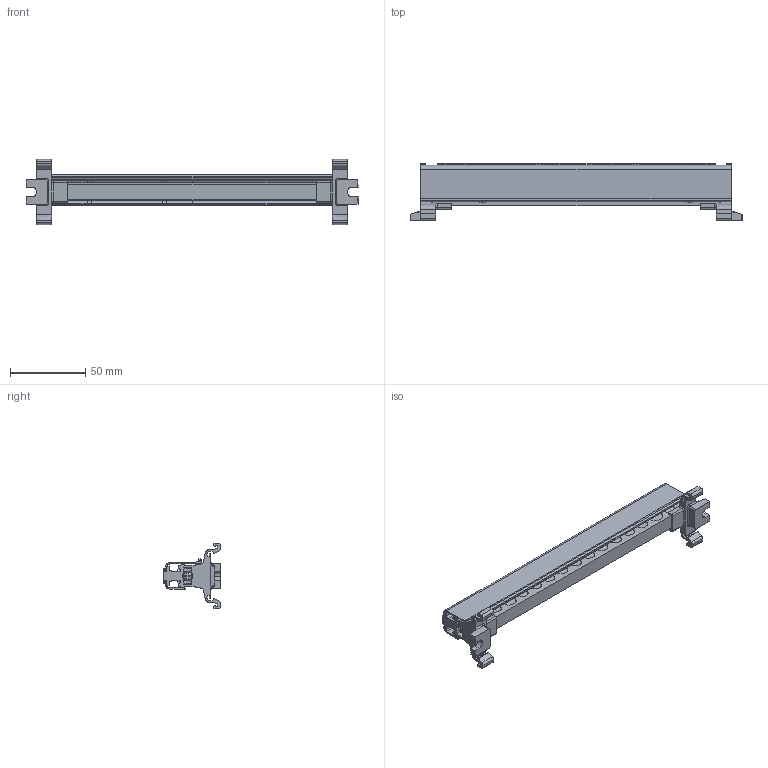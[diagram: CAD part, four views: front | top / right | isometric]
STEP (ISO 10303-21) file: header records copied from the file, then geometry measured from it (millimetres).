
FILE_DESCRIPTION (( 'STEP AP203' ), '1' );
FILE_NAME ('10x15 Tek Kutuplu Daðýtýcý Ünite - 15 Delikli.STEP', '2018-12-07T13:24:57', ( '' ), ( '' ), 'SwSTEP 2.0', 'SolidWorks 2018', '' );
FILE_SCHEMA (( 'CONFIG_CONTROL_DESIGN' ));
Length unit declared in the file: millimetre
Products named in the file (1): 10x15 Tek Kutuplu Daðýtýcý Ünite - 15 Delikli
Bounding box: 220.5 x 38.38 x 43.2 mm (x, y, z)
Volume: 51582.4 mm3; surface area: 43065.3 mm2
Topology: 1 solids, 4 shells, 1187 faces, 3209 edges, 2068 vertices
Faces by surface type: plane 583, cylinder 288, bspline 116, cone 109, torus 91
Entity records: 41518 total; most frequent: CARTESIAN_POINT 12085, ORIENTED_EDGE 6418, DIRECTION 5849, EDGE_CURVE 3209, VERTEX_POINT 2068, AXIS2_PLACEMENT_3D 2042, VECTOR 1765, LINE 1765
